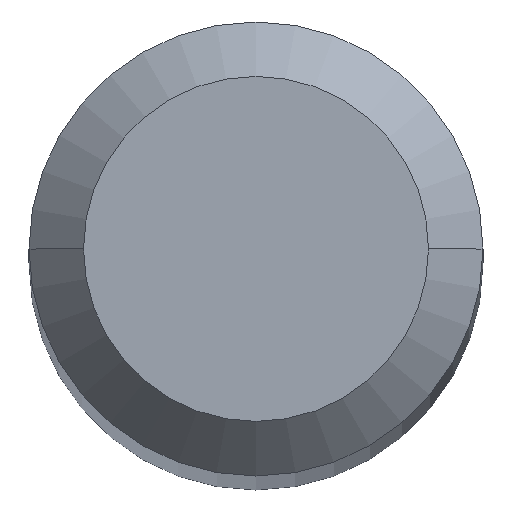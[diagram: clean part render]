
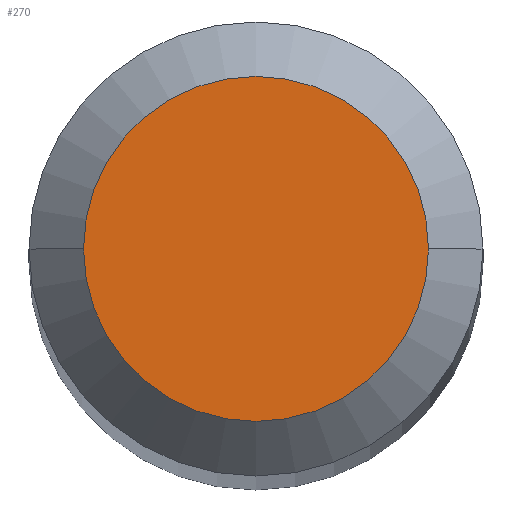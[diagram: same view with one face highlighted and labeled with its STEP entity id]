
A CAD part, top view. The second image highlights one B-rep face of the part: STEP entity #270.
In plain terms, the highlighted planar face has unit normal (0, 0, 1).
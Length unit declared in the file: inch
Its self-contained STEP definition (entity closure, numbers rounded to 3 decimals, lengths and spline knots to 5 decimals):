
#5 = DIRECTION ( 'NONE',  ( 1., 0., 0. ) ) ;
#9 = DIRECTION ( 'NONE',  ( 0., 0., 1. ) ) ;
#17 = AXIS2_PLACEMENT_3D ( 'NONE', #225, #9, #5 ) ;
#25 = CARTESIAN_POINT ( 'NONE',  ( 0., 0.0475, 0. ) ) ;
#49 = CARTESIAN_POINT ( 'NONE',  ( -0.0475, 0., 0. ) ) ;
#62 = DIRECTION ( 'NONE',  ( 1., 0., 0. ) ) ;
#84 = ORIENTED_EDGE ( 'NONE', *, *, #373, .T. ) ;
#124 = FACE_OUTER_BOUND ( 'NONE', #343, .T. ) ;
#141 = EDGE_CURVE ( 'NONE', #411, #229, #402, .T. ) ;
#143 = DIRECTION ( 'NONE',  ( 0., 0., 1. ) ) ;
#225 = CARTESIAN_POINT ( 'NONE',  ( 0., 0., 0. ) ) ;
#229 = VERTEX_POINT ( 'NONE', #307 ) ;
#232 = DIRECTION ( 'NONE',  ( -1., 0., 0. ) ) ;
#265 = CIRCLE ( 'NONE', #17, 0.0475 ) ;
#270 = ADVANCED_FACE ( 'NONE', ( #124 ), #350, .F. ) ;
#272 = DIRECTION ( 'NONE',  ( 0., 0., -1. ) ) ;
#307 = CARTESIAN_POINT ( 'NONE',  ( 0.0475, 0., 0. ) ) ;
#330 = CARTESIAN_POINT ( 'NONE',  ( 0., 0., 0. ) ) ;
#343 = EDGE_LOOP ( 'NONE', ( #454, #84 ) ) ;
#344 = AXIS2_PLACEMENT_3D ( 'NONE', #330, #143, #62 ) ;
#350 = PLANE ( 'NONE',  #370 ) ;
#370 = AXIS2_PLACEMENT_3D ( 'NONE', #25, #272, #232 ) ;
#373 = EDGE_CURVE ( 'NONE', #229, #411, #265, .T. ) ;
#402 = CIRCLE ( 'NONE', #344, 0.0475 ) ;
#411 = VERTEX_POINT ( 'NONE', #49 ) ;
#454 = ORIENTED_EDGE ( 'NONE', *, *, #141, .T. ) ;
